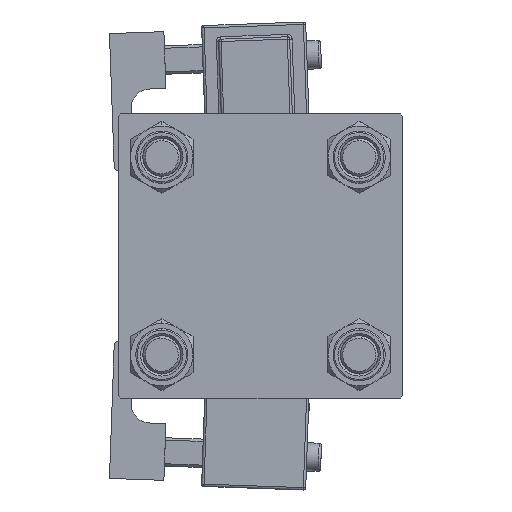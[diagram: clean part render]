
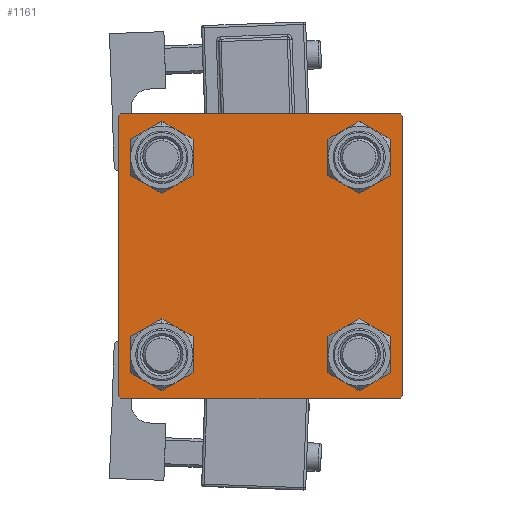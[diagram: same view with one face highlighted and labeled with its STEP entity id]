
A CAD part, left-side view. The second image highlights one B-rep face of the part: STEP entity #1161.
In plain terms, the highlighted planar face has unit normal (-1, 0, 0).
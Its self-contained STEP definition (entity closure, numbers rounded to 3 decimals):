
#2 = CARTESIAN_POINT ( 'NONE',  ( 0., 20.85, -16.35 ) ) ;
#7 = EDGE_CURVE ( 'NONE', #49994, #23184, #50659, .T. ) ;
#118 = LINE ( 'NONE', #34470, #49522 ) ;
#467 = LINE ( 'NONE', #5228, #34849 ) ;
#601 = CARTESIAN_POINT ( 'NONE',  ( 0., -30., 30. ) ) ;
#657 = CARTESIAN_POINT ( 'NONE',  ( 0., -30., -29.5 ) ) ;
#985 = DIRECTION ( 'NONE',  ( 1., 0., 0. ) ) ;
#1161 = ADVANCED_FACE ( 'NONE', ( #31391, #31674, #9987, #31959, #5774 ), #40140, .T. ) ;
#1559 = CARTESIAN_POINT ( 'NONE',  ( 0., 0., 0. ) ) ;
#1876 = LINE ( 'NONE', #39619, #7164 ) ;
#2437 = CARTESIAN_POINT ( 'NONE',  ( 0., -29.5, 30. ) ) ;
#2922 = EDGE_CURVE ( 'NONE', #15805, #40598, #34585, .T. ) ;
#3095 = AXIS2_PLACEMENT_3D ( 'NONE', #37201, #19171, #36644 ) ;
#4160 = ORIENTED_EDGE ( 'NONE', *, *, #7, .T. ) ;
#4366 = ORIENTED_EDGE ( 'NONE', *, *, #25111, .T. ) ;
#4755 = CARTESIAN_POINT ( 'NONE',  ( 0., 30., 30. ) ) ;
#4958 = DIRECTION ( 'NONE',  ( 0., -0.707, -0.707 ) ) ;
#5144 = CARTESIAN_POINT ( 'NONE',  ( 0., -20.85, 20.85 ) ) ;
#5200 = ORIENTED_EDGE ( 'NONE', *, *, #2922, .T. ) ;
#5228 = CARTESIAN_POINT ( 'NONE',  ( 0., 29.75, -29.75 ) ) ;
#5542 = LINE ( 'NONE', #35686, #36852 ) ;
#5774 = FACE_OUTER_BOUND ( 'NONE', #36502, .T. ) ;
#5973 = DIRECTION ( 'NONE',  ( 0., 0., 1. ) ) ;
#6109 = ORIENTED_EDGE ( 'NONE', *, *, #21609, .T. ) ;
#6621 = AXIS2_PLACEMENT_3D ( 'NONE', #1559, #48041, #19276 ) ;
#6746 = ORIENTED_EDGE ( 'NONE', *, *, #45036, .T. ) ;
#6830 = EDGE_CURVE ( 'NONE', #18670, #7219, #53626, .T. ) ;
#7164 = VECTOR ( 'NONE', #19043, 1000. ) ;
#7219 = VERTEX_POINT ( 'NONE', #38969 ) ;
#8333 = CARTESIAN_POINT ( 'NONE',  ( 0., -20.85, -20.85 ) ) ;
#9987 = FACE_BOUND ( 'NONE', #20783, .T. ) ;
#11114 = LINE ( 'NONE', #45221, #21308 ) ;
#11229 = EDGE_CURVE ( 'NONE', #35736, #52068, #11114, .T. ) ;
#11246 = CARTESIAN_POINT ( 'NONE',  ( 0., 20.85, -20.85 ) ) ;
#11710 = VECTOR ( 'NONE', #48993, 1000. ) ;
#14117 = EDGE_CURVE ( 'NONE', #42468, #53010, #38067, .T. ) ;
#15805 = VERTEX_POINT ( 'NONE', #22978 ) ;
#15881 = AXIS2_PLACEMENT_3D ( 'NONE', #8333, #25234, #37652 ) ;
#16261 = ORIENTED_EDGE ( 'NONE', *, *, #14117, .F. ) ;
#16325 = CARTESIAN_POINT ( 'NONE',  ( 0., 29.5, -30. ) ) ;
#16649 = CARTESIAN_POINT ( 'NONE',  ( 0., 20.85, -25.35 ) ) ;
#18082 = CIRCLE ( 'NONE', #37881, 4.5 ) ;
#18146 = DIRECTION ( 'NONE',  ( 0., 0., 1. ) ) ;
#18218 = ORIENTED_EDGE ( 'NONE', *, *, #47366, .F. ) ;
#18478 = CARTESIAN_POINT ( 'NONE',  ( 0., 20.85, 25.35 ) ) ;
#18670 = VERTEX_POINT ( 'NONE', #35790 ) ;
#18801 = EDGE_CURVE ( 'NONE', #23184, #49994, #43208, .T. ) ;
#19043 = DIRECTION ( 'NONE',  ( 0., -1., 0. ) ) ;
#19122 = ORIENTED_EDGE ( 'NONE', *, *, #35986, .T. ) ;
#19171 = DIRECTION ( 'NONE',  ( 1., 0., 0. ) ) ;
#19276 = DIRECTION ( 'NONE',  ( 0., 0., 1. ) ) ;
#19795 = CARTESIAN_POINT ( 'NONE',  ( 0., 29.5, 30. ) ) ;
#20127 = EDGE_CURVE ( 'NONE', #32134, #46489, #1876, .T. ) ;
#20182 = DIRECTION ( 'NONE',  ( 0., 0., 1. ) ) ;
#20206 = EDGE_CURVE ( 'NONE', #46489, #53010, #5542, .T. ) ;
#20783 = EDGE_LOOP ( 'NONE', ( #48991, #4160 ) ) ;
#21147 = DIRECTION ( 'NONE',  ( 1., 0., 0. ) ) ;
#21308 = VECTOR ( 'NONE', #31404, 1000. ) ;
#21609 = EDGE_CURVE ( 'NONE', #53402, #21865, #50331, .T. ) ;
#21865 = VERTEX_POINT ( 'NONE', #53143 ) ;
#22206 = AXIS2_PLACEMENT_3D ( 'NONE', #42005, #21147, #34108 ) ;
#22363 = CARTESIAN_POINT ( 'NONE',  ( 0., -20.85, -20.85 ) ) ;
#22487 = AXIS2_PLACEMENT_3D ( 'NONE', #11246, #49839, #40557 ) ;
#22977 = ORIENTED_EDGE ( 'NONE', *, *, #20206, .T. ) ;
#22978 = CARTESIAN_POINT ( 'NONE',  ( 0., 20.85, 16.35 ) ) ;
#23184 = VERTEX_POINT ( 'NONE', #2 ) ;
#25111 = EDGE_CURVE ( 'NONE', #7219, #18670, #18082, .T. ) ;
#25234 = DIRECTION ( 'NONE',  ( 1., 0., 0. ) ) ;
#26145 = LINE ( 'NONE', #4755, #48350 ) ;
#27449 = EDGE_CURVE ( 'NONE', #52068, #34687, #118, .T. ) ;
#28066 = CARTESIAN_POINT ( 'NONE',  ( 0., 20.85, 20.85 ) ) ;
#29142 = VERTEX_POINT ( 'NONE', #2437 ) ;
#31040 = DIRECTION ( 'NONE',  ( 1., 0., 0. ) ) ;
#31391 = FACE_BOUND ( 'NONE', #50354, .T. ) ;
#31404 = DIRECTION ( 'NONE',  ( 0., 0.707, -0.707 ) ) ;
#31674 = FACE_BOUND ( 'NONE', #38788, .T. ) ;
#31801 = CARTESIAN_POINT ( 'NONE',  ( 0., -29.75, 29.75 ) ) ;
#31959 = FACE_BOUND ( 'NONE', #45316, .T. ) ;
#32134 = VERTEX_POINT ( 'NONE', #16325 ) ;
#32574 = DIRECTION ( 'NONE',  ( 1., 0., 0. ) ) ;
#34108 = DIRECTION ( 'NONE',  ( 0., 0., 1. ) ) ;
#34470 = CARTESIAN_POINT ( 'NONE',  ( 0., 30., 30. ) ) ;
#34585 = CIRCLE ( 'NONE', #40890, 4.5 ) ;
#34687 = VERTEX_POINT ( 'NONE', #39809 ) ;
#34849 = VECTOR ( 'NONE', #4958, 1000. ) ;
#34956 = ORIENTED_EDGE ( 'NONE', *, *, #11229, .T. ) ;
#35209 = CARTESIAN_POINT ( 'NONE',  ( 0., -20.85, 16.35 ) ) ;
#35686 = CARTESIAN_POINT ( 'NONE',  ( 0., -29.75, -29.75 ) ) ;
#35736 = VERTEX_POINT ( 'NONE', #19795 ) ;
#35790 = CARTESIAN_POINT ( 'NONE',  ( 0., -20.85, -16.35 ) ) ;
#35986 = EDGE_CURVE ( 'NONE', #40598, #15805, #42661, .T. ) ;
#35990 = CARTESIAN_POINT ( 'NONE',  ( 0., -29.5, -30. ) ) ;
#36321 = LINE ( 'NONE', #31801, #11710 ) ;
#36502 = EDGE_LOOP ( 'NONE', ( #50145, #45672, #50004, #22977, #16261, #46647, #18218, #34956 ) ) ;
#36644 = DIRECTION ( 'NONE',  ( 0., 0., 1. ) ) ;
#36852 = VECTOR ( 'NONE', #52846, 1000. ) ;
#37201 = CARTESIAN_POINT ( 'NONE',  ( 0., 20.85, 20.85 ) ) ;
#37652 = DIRECTION ( 'NONE',  ( 0., 0., 1. ) ) ;
#37881 = AXIS2_PLACEMENT_3D ( 'NONE', #22363, #985, #18146 ) ;
#38067 = LINE ( 'NONE', #601, #41192 ) ;
#38151 = CARTESIAN_POINT ( 'NONE',  ( 0., -30., 29.5 ) ) ;
#38788 = EDGE_LOOP ( 'NONE', ( #55462, #4366 ) ) ;
#38969 = CARTESIAN_POINT ( 'NONE',  ( 0., -20.85, -25.35 ) ) ;
#39619 = CARTESIAN_POINT ( 'NONE',  ( 0., 30., -30. ) ) ;
#39809 = CARTESIAN_POINT ( 'NONE',  ( 0., 30., -29.5 ) ) ;
#40140 = PLANE ( 'NONE',  #6621 ) ;
#40557 = DIRECTION ( 'NONE',  ( 0., 0., 1. ) ) ;
#40598 = VERTEX_POINT ( 'NONE', #18478 ) ;
#40890 = AXIS2_PLACEMENT_3D ( 'NONE', #28066, #32574, #20182 ) ;
#41192 = VECTOR ( 'NONE', #43396, 1000. ) ;
#41660 = AXIS2_PLACEMENT_3D ( 'NONE', #43737, #31040, #53291 ) ;
#42005 = CARTESIAN_POINT ( 'NONE',  ( 0., -20.85, 20.85 ) ) ;
#42468 = VERTEX_POINT ( 'NONE', #38151 ) ;
#42661 = CIRCLE ( 'NONE', #3095, 4.5 ) ;
#43208 = CIRCLE ( 'NONE', #22487, 4.5 ) ;
#43396 = DIRECTION ( 'NONE',  ( 0., 0., -1. ) ) ;
#43737 = CARTESIAN_POINT ( 'NONE',  ( 0., 20.85, -20.85 ) ) ;
#43888 = DIRECTION ( 'NONE',  ( 0., -1., 0. ) ) ;
#43997 = DIRECTION ( 'NONE',  ( 1., 0., 0. ) ) ;
#44697 = CIRCLE ( 'NONE', #22206, 4.5 ) ;
#45036 = EDGE_CURVE ( 'NONE', #21865, #53402, #44697, .T. ) ;
#45221 = CARTESIAN_POINT ( 'NONE',  ( 0., 29.75, 29.75 ) ) ;
#45316 = EDGE_LOOP ( 'NONE', ( #19122, #5200 ) ) ;
#45672 = ORIENTED_EDGE ( 'NONE', *, *, #46731, .T. ) ;
#46489 = VERTEX_POINT ( 'NONE', #35990 ) ;
#46647 = ORIENTED_EDGE ( 'NONE', *, *, #49325, .T. ) ;
#46731 = EDGE_CURVE ( 'NONE', #34687, #32134, #467, .T. ) ;
#47366 = EDGE_CURVE ( 'NONE', #35736, #29142, #26145, .T. ) ;
#48041 = DIRECTION ( 'NONE',  ( -1., 0., 0. ) ) ;
#48350 = VECTOR ( 'NONE', #43888, 1000. ) ;
#48991 = ORIENTED_EDGE ( 'NONE', *, *, #18801, .T. ) ;
#48993 = DIRECTION ( 'NONE',  ( 0., 0.707, 0.707 ) ) ;
#49325 = EDGE_CURVE ( 'NONE', #42468, #29142, #36321, .T. ) ;
#49522 = VECTOR ( 'NONE', #52457, 1000. ) ;
#49839 = DIRECTION ( 'NONE',  ( 1., 0., 0. ) ) ;
#49994 = VERTEX_POINT ( 'NONE', #16649 ) ;
#50004 = ORIENTED_EDGE ( 'NONE', *, *, #20127, .T. ) ;
#50145 = ORIENTED_EDGE ( 'NONE', *, *, #27449, .T. ) ;
#50331 = CIRCLE ( 'NONE', #52100, 4.5 ) ;
#50354 = EDGE_LOOP ( 'NONE', ( #6746, #6109 ) ) ;
#50659 = CIRCLE ( 'NONE', #41660, 4.5 ) ;
#52068 = VERTEX_POINT ( 'NONE', #52157 ) ;
#52100 = AXIS2_PLACEMENT_3D ( 'NONE', #5144, #43997, #5973 ) ;
#52157 = CARTESIAN_POINT ( 'NONE',  ( 0., 30., 29.5 ) ) ;
#52457 = DIRECTION ( 'NONE',  ( 0., 0., -1. ) ) ;
#52846 = DIRECTION ( 'NONE',  ( 0., -0.707, 0.707 ) ) ;
#53010 = VERTEX_POINT ( 'NONE', #657 ) ;
#53143 = CARTESIAN_POINT ( 'NONE',  ( 0., -20.85, 25.35 ) ) ;
#53291 = DIRECTION ( 'NONE',  ( 0., 0., 1. ) ) ;
#53402 = VERTEX_POINT ( 'NONE', #35209 ) ;
#53626 = CIRCLE ( 'NONE', #15881, 4.5 ) ;
#55462 = ORIENTED_EDGE ( 'NONE', *, *, #6830, .T. ) ;
